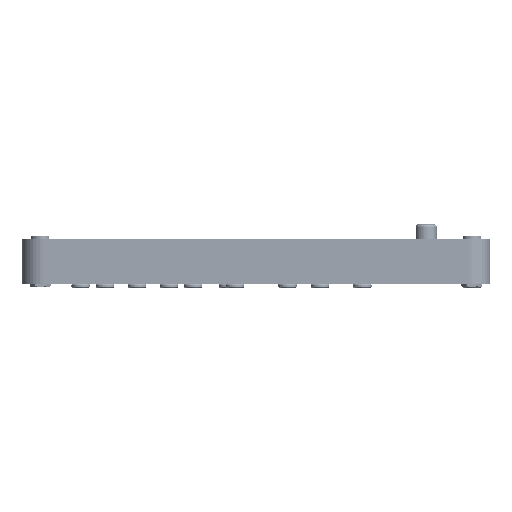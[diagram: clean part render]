
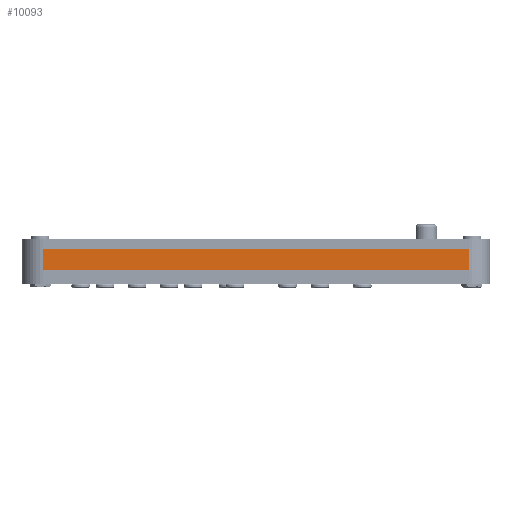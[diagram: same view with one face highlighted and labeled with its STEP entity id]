
A CAD part, left-side view. The second image highlights one B-rep face of the part: STEP entity #10093.
In plain terms, the highlighted planar face has unit normal (-1, 0, 0).
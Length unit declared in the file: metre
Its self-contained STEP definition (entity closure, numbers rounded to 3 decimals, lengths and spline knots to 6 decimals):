
#1062=LINE('',#17635,#1858);
#1063=LINE('',#17639,#1859);
#1064=LINE('',#17641,#1860);
#1065=LINE('',#17643,#1861);
#1858=VECTOR('',#12185,1.);
#1859=VECTOR('',#12190,1.);
#1860=VECTOR('',#12191,1.);
#1861=VECTOR('',#12192,1.);
#3692=ORIENTED_EDGE('',*,*,#6106,.T.);
#3693=ORIENTED_EDGE('',*,*,#6107,.F.);
#3694=ORIENTED_EDGE('',*,*,#6108,.F.);
#3695=ORIENTED_EDGE('',*,*,#6104,.T.);
#6104=EDGE_CURVE('',#7456,#7455,#1062,.T.);
#6106=EDGE_CURVE('',#7455,#7457,#1063,.T.);
#6107=EDGE_CURVE('',#7458,#7457,#1064,.T.);
#6108=EDGE_CURVE('',#7456,#7458,#1065,.T.);
#7455=VERTEX_POINT('',#17634);
#7456=VERTEX_POINT('',#17636);
#7457=VERTEX_POINT('',#17640);
#7458=VERTEX_POINT('',#17642);
#8666=EDGE_LOOP('',(#3692,#3693,#3694,#3695));
#9288=FACE_BOUND('',#8666,.T.);
#9727=PLANE('',#10790);
#10093=ADVANCED_FACE('',(#9288),#9727,.F.);
#10790=AXIS2_PLACEMENT_3D('',#17638,#12188,#12189);
#12185=DIRECTION('',(0.,0.,-1.));
#12188=DIRECTION('',(1.,0.,0.));
#12189=DIRECTION('',(0.,1.,0.));
#12190=DIRECTION('',(0.,-1.,0.));
#12191=DIRECTION('',(0.,0.,-1.));
#12192=DIRECTION('',(0.,-1.,0.));
#17634=CARTESIAN_POINT('',(-0.0381,0.0635,0.00254));
#17635=CARTESIAN_POINT('',(-0.0381,0.0635,0.00889));
#17636=CARTESIAN_POINT('',(-0.0381,0.0635,0.00889));
#17638=CARTESIAN_POINT('',(-0.0381,0.,0.00889));
#17639=CARTESIAN_POINT('',(-0.0381,0.,0.00254));
#17640=CARTESIAN_POINT('',(-0.0381,-0.0635,0.00254));
#17641=CARTESIAN_POINT('',(-0.0381,-0.0635,0.00889));
#17642=CARTESIAN_POINT('',(-0.0381,-0.0635,0.00889));
#17643=CARTESIAN_POINT('',(-0.0381,0.,0.00889));
